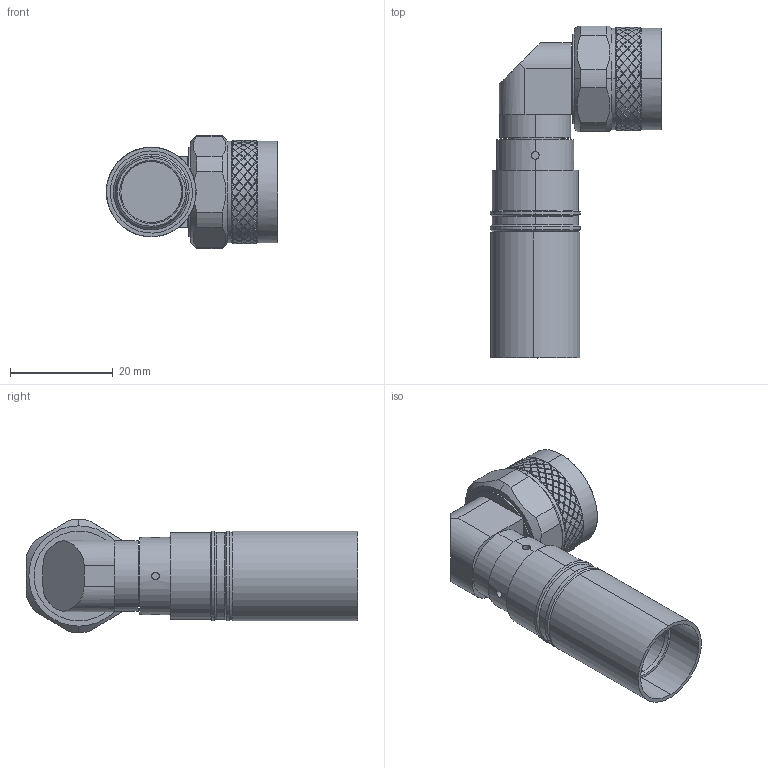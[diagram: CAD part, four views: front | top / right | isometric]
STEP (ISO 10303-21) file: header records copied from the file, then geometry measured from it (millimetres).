
FILE_DESCRIPTION (( 'STEP AP203' ), '1' );
FILE_NAME ('3190-6387(EZ-600-NMH-RA-X).STEP', '2021-06-24T02:20:48', ( '' ), ( '' ), 'SwSTEP 2.0', 'SolidWorks 2017', '' );
FILE_SCHEMA (( 'CONFIG_CONTROL_DESIGN' ));
Length unit declared in the file: millimetre
Products named in the file (1): 3190-6387(EZ-600-NMH-RA-X)
Bounding box: 33.35 x 64.59 x 22 mm (x, y, z)
Volume: 12441.2 mm3; surface area: 9478.4 mm2
Topology: 1 solids, 4 shells, 941 faces, 2550 edges, 1638 vertices
Faces by surface type: bspline 484, cylinder 298, cone 116, plane 43
Entity records: 52301 total; most frequent: CARTESIAN_POINT 35253, ORIENTED_EDGE 5096, EDGE_CURVE 2548, DIRECTION 1793, VERTEX_POINT 1638, B_SPLINE_CURVE_WITH_KNOTS 1062, EDGE_LOOP 964, ADVANCED_FACE 941
